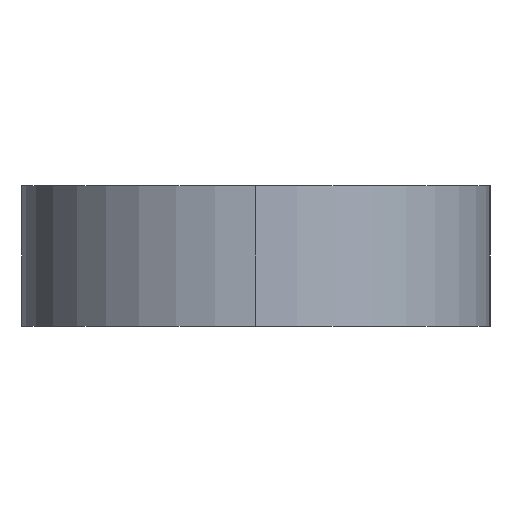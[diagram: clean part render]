
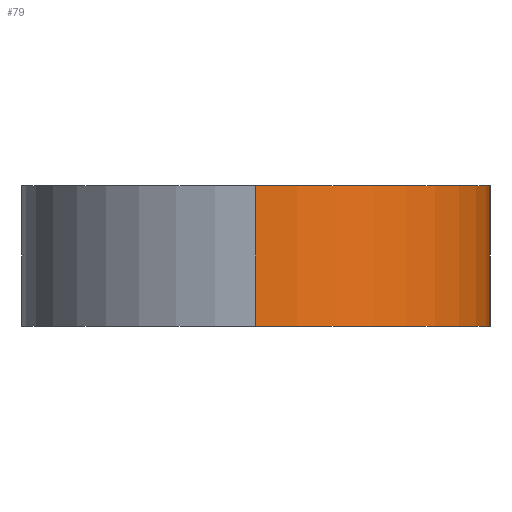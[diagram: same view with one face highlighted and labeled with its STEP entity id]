
A CAD part, left-side view. The second image highlights one B-rep face of the part: STEP entity #79.
In plain terms, the highlighted cylindrical face has radius 5 mm (diameter 10 mm), a partial arc.
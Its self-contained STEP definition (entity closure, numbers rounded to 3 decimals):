
#4 = EDGE_CURVE ( 'NONE', #260, #420, #409, .T. ) ;
#9 = DIRECTION ( 'NONE',  ( 0., 0., 1. ) ) ;
#22 = ORIENTED_EDGE ( 'NONE', *, *, #385, .T. ) ;
#29 = CARTESIAN_POINT ( 'NONE',  ( 0., 0., 3. ) ) ;
#34 = ORIENTED_EDGE ( 'NONE', *, *, #67, .F. ) ;
#35 = DIRECTION ( 'NONE',  ( -1., 0., 0. ) ) ;
#54 = CIRCLE ( 'NONE', #463, 5. ) ;
#67 = EDGE_CURVE ( 'NONE', #186, #260, #54, .T. ) ;
#71 = CARTESIAN_POINT ( 'NONE',  ( 0., 5., 3. ) ) ;
#79 = ADVANCED_FACE ( 'NONE', ( #437 ), #139, .T. ) ;
#105 = CARTESIAN_POINT ( 'NONE',  ( 0., 5., 3. ) ) ;
#113 = AXIS2_PLACEMENT_3D ( 'NONE', #105, #439, #290 ) ;
#139 = CYLINDRICAL_SURFACE ( 'NONE', #113, 5. ) ;
#142 = EDGE_LOOP ( 'NONE', ( #34, #22, #204, #174 ) ) ;
#160 = CARTESIAN_POINT ( 'NONE',  ( -5., 5., 3. ) ) ;
#174 = ORIENTED_EDGE ( 'NONE', *, *, #4, .F. ) ;
#186 = VERTEX_POINT ( 'NONE', #160 ) ;
#204 = ORIENTED_EDGE ( 'NONE', *, *, #225, .T. ) ;
#225 = EDGE_CURVE ( 'NONE', #399, #420, #301, .T. ) ;
#253 = DIRECTION ( 'NONE',  ( 0., 0., -1. ) ) ;
#257 = CARTESIAN_POINT ( 'NONE',  ( -5., 5., 0. ) ) ;
#260 = VERTEX_POINT ( 'NONE', #29 ) ;
#290 = DIRECTION ( 'NONE',  ( -1., 0., 0. ) ) ;
#294 = VECTOR ( 'NONE', #253, 1000. ) ;
#301 = CIRCLE ( 'NONE', #381, 5. ) ;
#313 = LINE ( 'NONE', #331, #348 ) ;
#319 = CARTESIAN_POINT ( 'NONE',  ( 0., 0., 3. ) ) ;
#331 = CARTESIAN_POINT ( 'NONE',  ( -5., 5., 3. ) ) ;
#348 = VECTOR ( 'NONE', #451, 1000. ) ;
#381 = AXIS2_PLACEMENT_3D ( 'NONE', #382, #423, #35 ) ;
#382 = CARTESIAN_POINT ( 'NONE',  ( 0., 5., 0. ) ) ;
#385 = EDGE_CURVE ( 'NONE', #186, #399, #313, .T. ) ;
#399 = VERTEX_POINT ( 'NONE', #257 ) ;
#406 = DIRECTION ( 'NONE',  ( -1., 0., 0. ) ) ;
#409 = LINE ( 'NONE', #319, #294 ) ;
#410 = CARTESIAN_POINT ( 'NONE',  ( 0., 0., 0. ) ) ;
#420 = VERTEX_POINT ( 'NONE', #410 ) ;
#423 = DIRECTION ( 'NONE',  ( 0., 0., 1. ) ) ;
#437 = FACE_OUTER_BOUND ( 'NONE', #142, .T. ) ;
#439 = DIRECTION ( 'NONE',  ( 0., 0., -1. ) ) ;
#451 = DIRECTION ( 'NONE',  ( 0., 0., -1. ) ) ;
#463 = AXIS2_PLACEMENT_3D ( 'NONE', #71, #9, #406 ) ;
